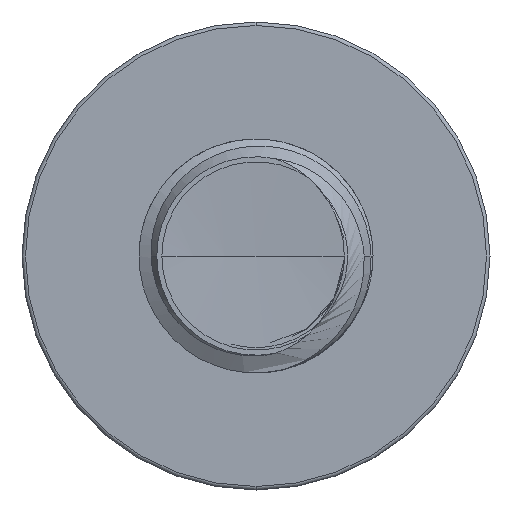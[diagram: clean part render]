
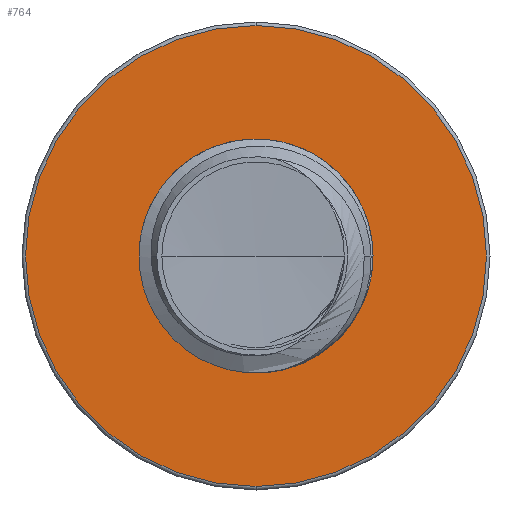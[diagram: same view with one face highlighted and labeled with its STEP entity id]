
A CAD part, front view. The second image highlights one B-rep face of the part: STEP entity #764.
In plain terms, the highlighted planar face has unit normal (0, -1, 0).
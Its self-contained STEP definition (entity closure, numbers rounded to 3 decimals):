
#696 = CARTESIAN_POINT ( 'NONE',  ( 0., 7.5, 1.97 ) ) ;
#764 = ADVANCED_FACE ( 'NONE', ( #22817, #9585 ), #21908, .T. ) ;
#2242 = CARTESIAN_POINT ( 'NONE',  ( 0., 7.5, 0. ) ) ;
#2816 = CIRCLE ( 'NONE', #11176, 0.969 ) ;
#3196 = CIRCLE ( 'NONE', #8210, 1.97 ) ;
#3243 = VERTEX_POINT ( 'NONE', #17531 ) ;
#4185 = ORIENTED_EDGE ( 'NONE', *, *, #18252, .T. ) ;
#4644 = DIRECTION ( 'NONE',  ( 0., -1., 0. ) ) ;
#4853 = DIRECTION ( 'NONE',  ( 0., 0., -1. ) ) ;
#6897 = DIRECTION ( 'NONE',  ( 0., -1., 0. ) ) ;
#7273 = VERTEX_POINT ( 'NONE', #16172 ) ;
#7829 = CARTESIAN_POINT ( 'NONE',  ( 0., 7.5, 0. ) ) ;
#8184 = CIRCLE ( 'NONE', #21133, 1.97 ) ;
#8210 = AXIS2_PLACEMENT_3D ( 'NONE', #2242, #19972, #4853 ) ;
#9585 = FACE_BOUND ( 'NONE', #28557, .T. ) ;
#10391 = DIRECTION ( 'NONE',  ( 0., 0., -1. ) ) ;
#11098 = VERTEX_POINT ( 'NONE', #696 ) ;
#11176 = AXIS2_PLACEMENT_3D ( 'NONE', #13732, #31096, #16247 ) ;
#11904 = ORIENTED_EDGE ( 'NONE', *, *, #16145, .F. ) ;
#11931 = CARTESIAN_POINT ( 'NONE',  ( 0., 7.5, 0.969 ) ) ;
#13732 = CARTESIAN_POINT ( 'NONE',  ( 0., 7.5, 0. ) ) ;
#14739 = CIRCLE ( 'NONE', #15294, 0.969 ) ;
#15294 = AXIS2_PLACEMENT_3D ( 'NONE', #7829, #25294, #10391 ) ;
#16145 = EDGE_CURVE ( 'NONE', #3243, #17776, #2816, .T. ) ;
#16172 = CARTESIAN_POINT ( 'NONE',  ( 0., 7.5, -1.97 ) ) ;
#16247 = DIRECTION ( 'NONE',  ( 0., 0., -1. ) ) ;
#16902 = EDGE_CURVE ( 'NONE', #11098, #7273, #8184, .T. ) ;
#17531 = CARTESIAN_POINT ( 'NONE',  ( 0., 7.5, -0.969 ) ) ;
#17776 = VERTEX_POINT ( 'NONE', #28633 ) ;
#18252 = EDGE_CURVE ( 'NONE', #7273, #11098, #3196, .T. ) ;
#19778 = CARTESIAN_POINT ( 'NONE',  ( 0., 7.5, 0. ) ) ;
#19972 = DIRECTION ( 'NONE',  ( 0., -1., 0. ) ) ;
#21133 = AXIS2_PLACEMENT_3D ( 'NONE', #19778, #4644, #22310 ) ;
#21908 = PLANE ( 'NONE',  #25673 ) ;
#22310 = DIRECTION ( 'NONE',  ( 0., 0., -1. ) ) ;
#22817 = FACE_OUTER_BOUND ( 'NONE', #27033, .T. ) ;
#24344 = ORIENTED_EDGE ( 'NONE', *, *, #16902, .T. ) ;
#24425 = DIRECTION ( 'NONE',  ( 0., 0., -1. ) ) ;
#25294 = DIRECTION ( 'NONE',  ( 0., -1., 0. ) ) ;
#25673 = AXIS2_PLACEMENT_3D ( 'NONE', #11931, #6897, #24425 ) ;
#27033 = EDGE_LOOP ( 'NONE', ( #4185, #24344 ) ) ;
#27085 = EDGE_CURVE ( 'NONE', #17776, #3243, #14739, .T. ) ;
#28557 = EDGE_LOOP ( 'NONE', ( #11904, #31674 ) ) ;
#28633 = CARTESIAN_POINT ( 'NONE',  ( 0., 7.5, 0.969 ) ) ;
#31096 = DIRECTION ( 'NONE',  ( 0., -1., 0. ) ) ;
#31674 = ORIENTED_EDGE ( 'NONE', *, *, #27085, .F. ) ;
